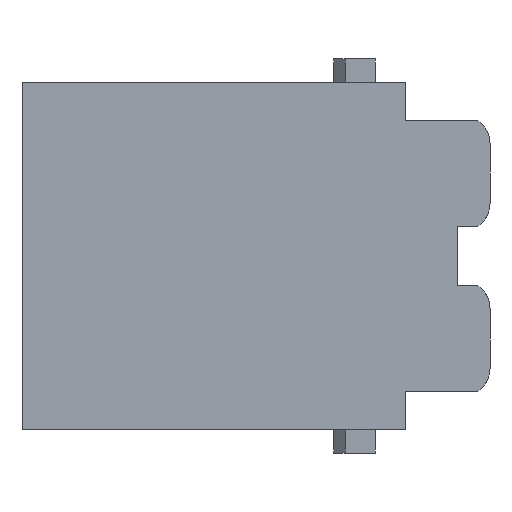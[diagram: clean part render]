
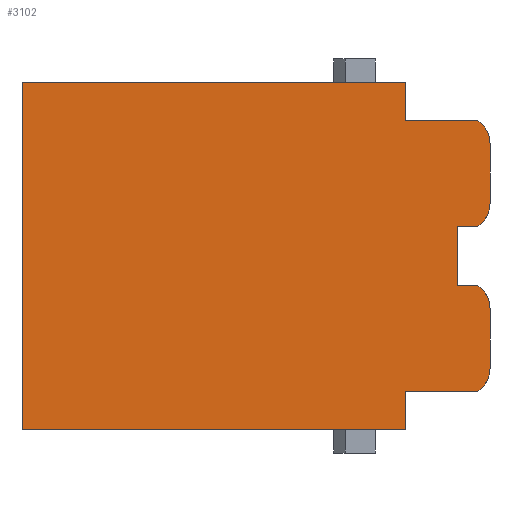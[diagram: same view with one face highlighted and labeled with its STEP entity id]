
A CAD part, left-side view. The second image highlights one B-rep face of the part: STEP entity #3102.
In plain terms, the highlighted planar face has unit normal (-1, 0, 0).
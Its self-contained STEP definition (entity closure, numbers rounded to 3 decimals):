
#16=CARTESIAN_POINT('',(-7.3,-22.75,-4.6));
#17=DIRECTION('',(-1.,0.,0.));
#18=DIRECTION('',(0.,-1.,0.));
#19=AXIS2_PLACEMENT_3D('',#16,#17,#18);
#25=DIRECTION('',(0.,0.,-1.));
#26=VECTOR('',#25,5.2);
#27=CARTESIAN_POINT('',(-7.3,-25.15,-4.6));
#28=LINE('',#27,#26);
#32=CARTESIAN_POINT('',(-7.3,-22.75,-9.8));
#33=DIRECTION('',(1.,0.,0.));
#34=DIRECTION('',(0.,-1.,0.));
#35=AXIS2_PLACEMENT_3D('',#32,#33,#34);
#40=DIRECTION('',(0.,1.,0.));
#41=VECTOR('',#40,33.5);
#42=CARTESIAN_POINT('',(-7.3,-17.8,-15.15));
#43=LINE('',#42,#41);
#47=DIRECTION('',(0.,-1.,0.));
#48=VECTOR('',#47,33.5);
#49=CARTESIAN_POINT('',(-7.3,15.7,15.15));
#50=LINE('',#49,#48);
#54=CARTESIAN_POINT('',(-7.3,-22.75,9.8));
#55=DIRECTION('',(1.,0.,0.));
#56=DIRECTION('',(0.,-0.553,0.833));
#57=AXIS2_PLACEMENT_3D('',#54,#55,#56);
#62=DIRECTION('',(0.,0.,-1.));
#63=VECTOR('',#62,5.2);
#64=CARTESIAN_POINT('',(-7.3,-25.15,9.8));
#65=LINE('',#64,#63);
#69=CARTESIAN_POINT('',(-7.3,-22.75,4.6));
#70=DIRECTION('',(-1.,0.,0.));
#71=DIRECTION('',(0.,-0.553,-0.833));
#72=AXIS2_PLACEMENT_3D('',#69,#70,#71);
#77=DIRECTION('',(0.,1.,0.));
#78=VECTOR('',#77,1.777);
#79=CARTESIAN_POINT('',(-7.3,-24.077,2.6));
#80=LINE('',#79,#78);
#84=DIRECTION('',(0.,0.,-1.));
#85=VECTOR('',#84,5.2);
#86=CARTESIAN_POINT('',(-7.3,-22.3,2.6));
#87=LINE('',#86,#85);
#91=DIRECTION('',(0.,1.,0.));
#92=VECTOR('',#91,1.777);
#93=CARTESIAN_POINT('',(-7.3,-24.077,-2.6));
#94=LINE('',#93,#92);
#306=DIRECTION('',(0.,-1.,0.));
#307=VECTOR('',#306,6.277);
#308=CARTESIAN_POINT('',(-7.3,-17.8,-11.8));
#309=LINE('',#308,#307);
#343=DIRECTION('',(0.,0.,-1.));
#344=VECTOR('',#343,30.3);
#345=CARTESIAN_POINT('',(-7.3,15.7,15.15));
#346=LINE('',#345,#344);
#1539=DIRECTION('',(0.,0.,1.));
#1540=VECTOR('',#1539,3.35);
#1541=CARTESIAN_POINT('',(-7.3,-17.8,11.8));
#1542=LINE('',#1541,#1540);
#1567=DIRECTION('',(0.,1.,0.));
#1568=VECTOR('',#1567,6.277);
#1569=CARTESIAN_POINT('',(-7.3,-24.077,11.8));
#1570=LINE('',#1569,#1568);
#2573=DIRECTION('',(0.,0.,1.));
#2574=VECTOR('',#2573,3.35);
#2575=CARTESIAN_POINT('',(-7.3,-17.8,-15.15));
#2576=LINE('',#2575,#2574);
#2602=CARTESIAN_POINT('',(-7.3,-24.077,11.8));
#2603=CARTESIAN_POINT('',(-7.3,-25.15,9.8));
#2604=VERTEX_POINT('',#2602);
#2605=VERTEX_POINT('',#2603);
#2606=CARTESIAN_POINT('',(-7.3,-25.15,-9.8));
#2607=CARTESIAN_POINT('',(-7.3,-24.077,-11.8));
#2608=VERTEX_POINT('',#2606);
#2609=VERTEX_POINT('',#2607);
#2610=CARTESIAN_POINT('',(-7.3,-17.8,-11.8));
#2611=VERTEX_POINT('',#2610);
#2612=CARTESIAN_POINT('',(-7.3,-17.8,-15.15));
#2613=VERTEX_POINT('',#2612);
#2614=CARTESIAN_POINT('',(-7.3,15.7,-15.15));
#2615=VERTEX_POINT('',#2614);
#2616=CARTESIAN_POINT('',(-7.3,15.7,15.15));
#2617=VERTEX_POINT('',#2616);
#2618=CARTESIAN_POINT('',(-7.3,-17.8,15.15));
#2619=VERTEX_POINT('',#2618);
#2620=CARTESIAN_POINT('',(-7.3,-17.8,11.8));
#2621=VERTEX_POINT('',#2620);
#3035=CARTESIAN_POINT('',(-7.3,-22.3,2.6));
#3036=CARTESIAN_POINT('',(-7.3,-22.3,-2.6));
#3037=VERTEX_POINT('',#3035);
#3038=VERTEX_POINT('',#3036);
#3039=CARTESIAN_POINT('',(-7.3,-25.15,-4.6));
#3040=CARTESIAN_POINT('',(-7.3,-24.077,-2.6));
#3041=VERTEX_POINT('',#3039);
#3042=VERTEX_POINT('',#3040);
#3043=CARTESIAN_POINT('',(-7.3,-24.077,2.6));
#3044=CARTESIAN_POINT('',(-7.3,-25.15,4.6));
#3045=VERTEX_POINT('',#3043);
#3046=VERTEX_POINT('',#3044);
#3063=CARTESIAN_POINT('',(-7.3,1.032,2.262));
#3064=DIRECTION('',(1.,0.,0.));
#3065=DIRECTION('',(0.,0.,1.));
#3066=AXIS2_PLACEMENT_3D('',#3063,#3064,#3065);
#3067=PLANE('',#3066);
#3069=ORIENTED_EDGE('',*,*,#3068,.F.);
#3071=ORIENTED_EDGE('',*,*,#3070,.T.);
#3073=ORIENTED_EDGE('',*,*,#3072,.T.);
#3075=ORIENTED_EDGE('',*,*,#3074,.F.);
#3077=ORIENTED_EDGE('',*,*,#3076,.F.);
#3079=ORIENTED_EDGE('',*,*,#3078,.T.);
#3081=ORIENTED_EDGE('',*,*,#3080,.F.);
#3083=ORIENTED_EDGE('',*,*,#3082,.T.);
#3085=ORIENTED_EDGE('',*,*,#3084,.F.);
#3087=ORIENTED_EDGE('',*,*,#3086,.F.);
#3089=ORIENTED_EDGE('',*,*,#3088,.T.);
#3091=ORIENTED_EDGE('',*,*,#3090,.T.);
#3093=ORIENTED_EDGE('',*,*,#3092,.F.);
#3095=ORIENTED_EDGE('',*,*,#3094,.T.);
#3097=ORIENTED_EDGE('',*,*,#3096,.T.);
#3099=ORIENTED_EDGE('',*,*,#3098,.F.);
#3100=EDGE_LOOP('',(#3069,#3071,#3073,#3075,#3077,#3079,#3081,#3083,#3085,#3087,
#3089,#3091,#3093,#3095,#3097,#3099));
#3101=FACE_OUTER_BOUND('',#3100,.F.);
#3102=ADVANCED_FACE('',(#3101),#3067,.F.);
#20=CIRCLE('',#19,2.4);
#36=CIRCLE('',#35,2.4);
#58=CIRCLE('',#57,2.4);
#73=CIRCLE('',#72,2.4);
#3068=EDGE_CURVE('',#3041,#3042,#20,.T.);
#3070=EDGE_CURVE('',#3041,#2608,#28,.T.);
#3072=EDGE_CURVE('',#2608,#2609,#36,.T.);
#3074=EDGE_CURVE('',#2611,#2609,#309,.T.);
#3076=EDGE_CURVE('',#2613,#2611,#2576,.T.);
#3078=EDGE_CURVE('',#2613,#2615,#43,.T.);
#3080=EDGE_CURVE('',#2617,#2615,#346,.T.);
#3082=EDGE_CURVE('',#2617,#2619,#50,.T.);
#3084=EDGE_CURVE('',#2621,#2619,#1542,.T.);
#3086=EDGE_CURVE('',#2604,#2621,#1570,.T.);
#3088=EDGE_CURVE('',#2604,#2605,#58,.T.);
#3090=EDGE_CURVE('',#2605,#3046,#65,.T.);
#3092=EDGE_CURVE('',#3045,#3046,#73,.T.);
#3094=EDGE_CURVE('',#3045,#3037,#80,.T.);
#3096=EDGE_CURVE('',#3037,#3038,#87,.T.);
#3098=EDGE_CURVE('',#3042,#3038,#94,.T.);
